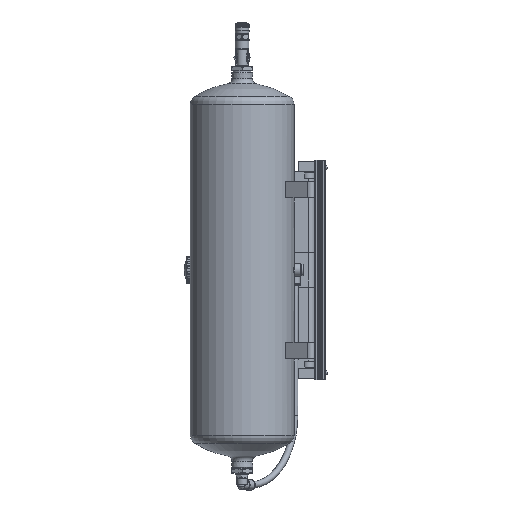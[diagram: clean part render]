
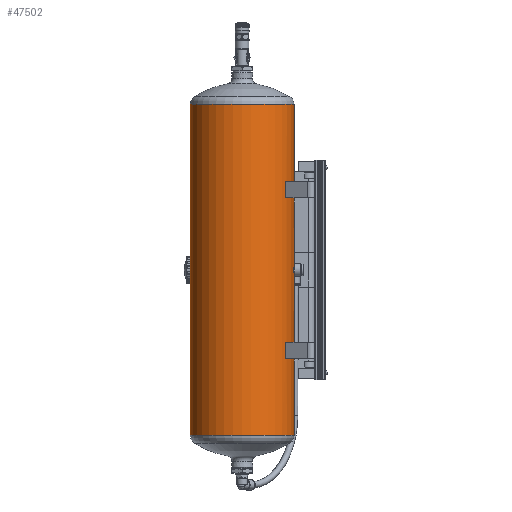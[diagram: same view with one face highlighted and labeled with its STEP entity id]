
A CAD part, left-side view. The second image highlights one B-rep face of the part: STEP entity #47502.
In plain terms, the highlighted cylindrical face has radius 97 mm (diameter 194 mm), a full revolution.
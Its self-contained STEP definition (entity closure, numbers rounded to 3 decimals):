
#426=B_SPLINE_CURVE_WITH_KNOTS('',3,(#85282,#85283,#85284,#85285,#85286,
#85287,#85288,#85289,#85290,#85291,#85292,#85293,#85294,#85295,#85296,#85297,
#85298,#85299,#85300),.UNSPECIFIED.,.T.,.F.,(1,1,1,1,1,1,1,1,1,1,1,1,1,
1,1,1,1,1,1,1,1,1,1),(-0.015,-0.01,-0.005,
0.,0.005,0.01,0.015,0.019,
0.024,0.029,0.034,0.039,
0.044,0.049,0.053,0.058,
0.063,0.068,0.073,0.078,
0.083,0.087,0.092),.UNSPECIFIED.);
#4387=LINE('',#85248,#8368);
#4388=LINE('',#85253,#8369);
#4389=LINE('',#85256,#8370);
#4390=LINE('',#85261,#8371);
#4391=LINE('',#85264,#8372);
#4392=LINE('',#85269,#8373);
#4393=LINE('',#85272,#8374);
#4394=LINE('',#85277,#8375);
#8368=VECTOR('',#70600,1000.);
#8369=VECTOR('',#70603,1000.);
#8370=VECTOR('',#70606,1000.);
#8371=VECTOR('',#70609,1000.);
#8372=VECTOR('',#70612,1000.);
#8373=VECTOR('',#70615,1000.);
#8374=VECTOR('',#70618,1000.);
#8375=VECTOR('',#70621,1000.);
#16181=ORIENTED_EDGE('',*,*,#27140,.F.);
#16182=ORIENTED_EDGE('',*,*,#27141,.F.);
#16183=ORIENTED_EDGE('',*,*,#27142,.T.);
#16184=ORIENTED_EDGE('',*,*,#27143,.F.);
#16185=ORIENTED_EDGE('',*,*,#27144,.F.);
#16186=ORIENTED_EDGE('',*,*,#27145,.F.);
#16187=ORIENTED_EDGE('',*,*,#27146,.T.);
#16188=ORIENTED_EDGE('',*,*,#27147,.F.);
#16189=ORIENTED_EDGE('',*,*,#27148,.F.);
#16190=ORIENTED_EDGE('',*,*,#27149,.F.);
#16191=ORIENTED_EDGE('',*,*,#27150,.T.);
#16192=ORIENTED_EDGE('',*,*,#27151,.F.);
#16193=ORIENTED_EDGE('',*,*,#27152,.F.);
#16194=ORIENTED_EDGE('',*,*,#27153,.F.);
#16195=ORIENTED_EDGE('',*,*,#27154,.T.);
#16196=ORIENTED_EDGE('',*,*,#27155,.F.);
#16197=ORIENTED_EDGE('',*,*,#27156,.F.);
#16198=ORIENTED_EDGE('',*,*,#27157,.T.);
#16199=ORIENTED_EDGE('',*,*,#27158,.F.);
#27140=EDGE_CURVE('',#33108,#33108,#36907,.T.);
#27141=EDGE_CURVE('',#33109,#33110,#4387,.T.);
#27142=EDGE_CURVE('',#33109,#33111,#36908,.T.);
#27143=EDGE_CURVE('',#33112,#33111,#4388,.F.);
#27144=EDGE_CURVE('',#33110,#33112,#36909,.T.);
#27145=EDGE_CURVE('',#33113,#33114,#4389,.T.);
#27146=EDGE_CURVE('',#33113,#33115,#36910,.T.);
#27147=EDGE_CURVE('',#33116,#33115,#4390,.F.);
#27148=EDGE_CURVE('',#33114,#33116,#36911,.T.);
#27149=EDGE_CURVE('',#33117,#33118,#4391,.T.);
#27150=EDGE_CURVE('',#33117,#33119,#36912,.T.);
#27151=EDGE_CURVE('',#33120,#33119,#4392,.F.);
#27152=EDGE_CURVE('',#33118,#33120,#36913,.T.);
#27153=EDGE_CURVE('',#33121,#33122,#4393,.T.);
#27154=EDGE_CURVE('',#33121,#33123,#36914,.T.);
#27155=EDGE_CURVE('',#33124,#33123,#4394,.F.);
#27156=EDGE_CURVE('',#33122,#33124,#36915,.T.);
#27157=EDGE_CURVE('',#33125,#33125,#36916,.T.);
#27158=EDGE_CURVE('',#33126,#33126,#426,.T.);
#33108=VERTEX_POINT('',#85247);
#33109=VERTEX_POINT('',#85249);
#33110=VERTEX_POINT('',#85250);
#33111=VERTEX_POINT('',#85252);
#33112=VERTEX_POINT('',#85254);
#33113=VERTEX_POINT('',#85257);
#33114=VERTEX_POINT('',#85258);
#33115=VERTEX_POINT('',#85260);
#33116=VERTEX_POINT('',#85262);
#33117=VERTEX_POINT('',#85265);
#33118=VERTEX_POINT('',#85266);
#33119=VERTEX_POINT('',#85268);
#33120=VERTEX_POINT('',#85270);
#33121=VERTEX_POINT('',#85273);
#33122=VERTEX_POINT('',#85274);
#33123=VERTEX_POINT('',#85276);
#33124=VERTEX_POINT('',#85278);
#33125=VERTEX_POINT('',#85281);
#33126=VERTEX_POINT('',#85301);
#36907=CIRCLE('',#61470,97.);
#36908=CIRCLE('',#61471,97.);
#36909=CIRCLE('',#61472,97.);
#36910=CIRCLE('',#61473,97.);
#36911=CIRCLE('',#61474,97.);
#36912=CIRCLE('',#61475,97.);
#36913=CIRCLE('',#61476,97.);
#36914=CIRCLE('',#61477,97.);
#36915=CIRCLE('',#61478,97.);
#36916=CIRCLE('',#61479,97.);
#39433=EDGE_LOOP('',(#16181));
#39434=EDGE_LOOP('',(#16182,#16183,#16184,#16185));
#39435=EDGE_LOOP('',(#16186,#16187,#16188,#16189));
#39436=EDGE_LOOP('',(#16190,#16191,#16192,#16193));
#39437=EDGE_LOOP('',(#16194,#16195,#16196,#16197));
#39438=EDGE_LOOP('',(#16198));
#39439=EDGE_LOOP('',(#16199));
#43004=FACE_BOUND('',#39433,.T.);
#43005=FACE_BOUND('',#39434,.T.);
#43006=FACE_BOUND('',#39435,.T.);
#43007=FACE_BOUND('',#39436,.T.);
#43008=FACE_BOUND('',#39437,.T.);
#43009=FACE_BOUND('',#39438,.T.);
#43010=FACE_BOUND('',#39439,.T.);
#46006=CYLINDRICAL_SURFACE('',#61469,97.);
#47502=ADVANCED_FACE('',(#43004,#43005,#43006,#43007,#43008,#43009,#43010),
#46006,.T.);
#61469=AXIS2_PLACEMENT_3D('',#85245,#70596,#70597);
#61470=AXIS2_PLACEMENT_3D('',#85246,#70598,#70599);
#61471=AXIS2_PLACEMENT_3D('',#85251,#70601,#70602);
#61472=AXIS2_PLACEMENT_3D('',#85255,#70604,#70605);
#61473=AXIS2_PLACEMENT_3D('',#85259,#70607,#70608);
#61474=AXIS2_PLACEMENT_3D('',#85263,#70610,#70611);
#61475=AXIS2_PLACEMENT_3D('',#85267,#70613,#70614);
#61476=AXIS2_PLACEMENT_3D('',#85271,#70616,#70617);
#61477=AXIS2_PLACEMENT_3D('',#85275,#70619,#70620);
#61478=AXIS2_PLACEMENT_3D('',#85279,#70622,#70623);
#61479=AXIS2_PLACEMENT_3D('',#85280,#70624,#70625);
#70596=DIRECTION('',(0.,0.,-1.));
#70597=DIRECTION('',(0.,1.,0.));
#70598=DIRECTION('',(0.,0.,-1.));
#70599=DIRECTION('',(0.,1.,0.));
#70600=DIRECTION('',(0.,0.,-1.));
#70601=DIRECTION('',(0.,0.,1.));
#70602=DIRECTION('',(1.,0.,0.));
#70603=DIRECTION('',(0.,0.,-1.));
#70604=DIRECTION('',(0.,0.,1.));
#70605=DIRECTION('',(1.,0.,0.));
#70606=DIRECTION('',(0.,0.,-1.));
#70607=DIRECTION('',(0.,0.,1.));
#70608=DIRECTION('',(1.,0.,0.));
#70609=DIRECTION('',(0.,0.,-1.));
#70610=DIRECTION('',(0.,0.,1.));
#70611=DIRECTION('',(1.,0.,0.));
#70612=DIRECTION('',(0.,0.,-1.));
#70613=DIRECTION('',(0.,0.,1.));
#70614=DIRECTION('',(1.,0.,0.));
#70615=DIRECTION('',(0.,0.,-1.));
#70616=DIRECTION('',(0.,0.,1.));
#70617=DIRECTION('',(1.,0.,0.));
#70618=DIRECTION('',(0.,0.,-1.));
#70619=DIRECTION('',(0.,0.,1.));
#70620=DIRECTION('',(1.,0.,0.));
#70621=DIRECTION('',(0.,0.,-1.));
#70622=DIRECTION('',(0.,0.,1.));
#70623=DIRECTION('',(1.,0.,0.));
#70624=DIRECTION('',(0.,0.,-1.));
#70625=DIRECTION('',(0.,1.,0.));
#85245=CARTESIAN_POINT('',(0.,0.,-370.));
#85246=CARTESIAN_POINT('',(0.,0.,-309.515));
#85247=CARTESIAN_POINT('',(0.,97.,-309.515));
#85248=CARTESIAN_POINT('',(-52.83,-81.351,-370.));
#85249=CARTESIAN_POINT('',(-52.83,-81.351,-135.));
#85250=CARTESIAN_POINT('',(-52.83,-81.351,-165.));
#85251=CARTESIAN_POINT('',(0.,0.,-135.));
#85252=CARTESIAN_POINT('',(-50.289,-82.946,-135.));
#85253=CARTESIAN_POINT('',(-50.289,-82.946,-370.));
#85254=CARTESIAN_POINT('',(-50.289,-82.946,-165.));
#85255=CARTESIAN_POINT('',(0.,0.,-165.));
#85256=CARTESIAN_POINT('',(50.289,-82.946,-370.));
#85257=CARTESIAN_POINT('',(50.289,-82.946,-135.));
#85258=CARTESIAN_POINT('',(50.289,-82.946,-165.));
#85259=CARTESIAN_POINT('',(0.,0.,-135.));
#85260=CARTESIAN_POINT('',(52.83,-81.351,-135.));
#85261=CARTESIAN_POINT('',(52.83,-81.351,-370.));
#85262=CARTESIAN_POINT('',(52.83,-81.351,-165.));
#85263=CARTESIAN_POINT('',(0.,0.,-165.));
#85264=CARTESIAN_POINT('',(-52.83,-81.351,-370.));
#85265=CARTESIAN_POINT('',(-52.83,-81.351,165.));
#85266=CARTESIAN_POINT('',(-52.83,-81.351,135.));
#85267=CARTESIAN_POINT('',(0.,0.,165.));
#85268=CARTESIAN_POINT('',(-50.289,-82.946,165.));
#85269=CARTESIAN_POINT('',(-50.289,-82.946,-370.));
#85270=CARTESIAN_POINT('',(-50.289,-82.946,135.));
#85271=CARTESIAN_POINT('',(0.,0.,135.));
#85272=CARTESIAN_POINT('',(50.289,-82.946,-370.));
#85273=CARTESIAN_POINT('',(50.289,-82.946,165.));
#85274=CARTESIAN_POINT('',(50.289,-82.946,135.));
#85275=CARTESIAN_POINT('',(0.,0.,165.));
#85276=CARTESIAN_POINT('',(52.83,-81.351,165.));
#85277=CARTESIAN_POINT('',(52.83,-81.351,-370.));
#85278=CARTESIAN_POINT('',(52.83,-81.351,135.));
#85279=CARTESIAN_POINT('',(0.,0.,135.));
#85280=CARTESIAN_POINT('',(0.,0.,309.515));
#85281=CARTESIAN_POINT('',(0.,97.,309.515));
#85282=CARTESIAN_POINT('',(-12.647,-96.173,2.631));
#85283=CARTESIAN_POINT('',(-12.703,-96.165,-2.38));
#85284=CARTESIAN_POINT('',(-10.736,-96.417,-6.952));
#85285=CARTESIAN_POINT('',(-7.184,-96.763,-10.409));
#85286=CARTESIAN_POINT('',(-2.602,-97.006,-12.297));
#85287=CARTESIAN_POINT('',(2.362,-97.013,-12.343));
#85288=CARTESIAN_POINT('',(6.983,-96.779,-10.539));
#85289=CARTESIAN_POINT('',(10.598,-96.434,-7.148));
#85290=CARTESIAN_POINT('',(12.65,-96.173,-2.617));
#85291=CARTESIAN_POINT('',(12.702,-96.165,2.369));
#85292=CARTESIAN_POINT('',(10.744,-96.416,6.941));
#85293=CARTESIAN_POINT('',(7.196,-96.762,10.401));
#85294=CARTESIAN_POINT('',(2.612,-97.006,12.295));
#85295=CARTESIAN_POINT('',(-2.361,-97.013,12.344));
#85296=CARTESIAN_POINT('',(-6.985,-96.779,10.538));
#85297=CARTESIAN_POINT('',(-10.597,-96.434,7.146));
#85298=CARTESIAN_POINT('',(-12.647,-96.173,2.631));
#85299=CARTESIAN_POINT('',(-12.703,-96.165,-2.38));
#85300=CARTESIAN_POINT('',(-10.736,-96.417,-6.952));
#85301=CARTESIAN_POINT('',(-12.366,-96.209,-2.307));
